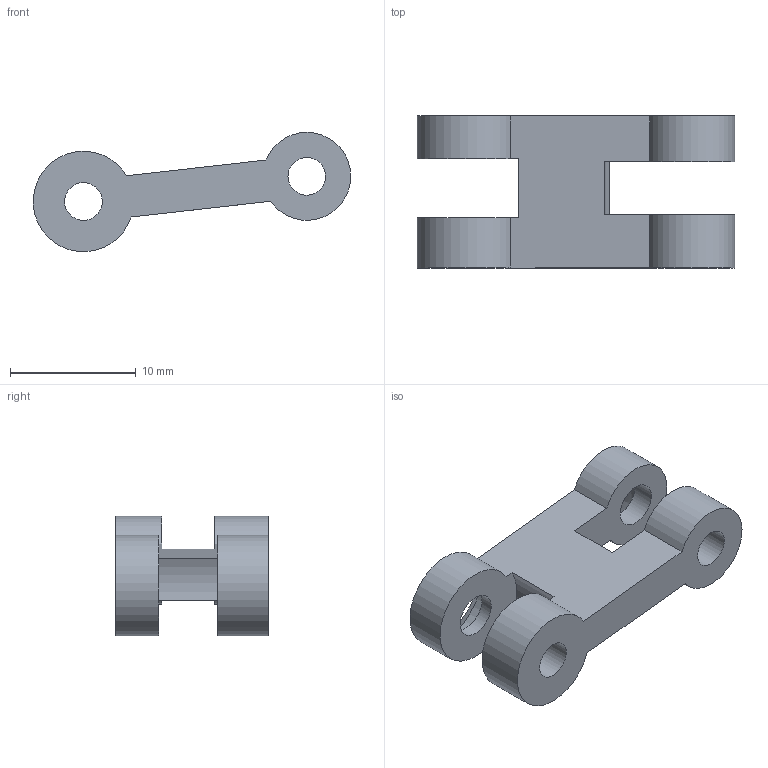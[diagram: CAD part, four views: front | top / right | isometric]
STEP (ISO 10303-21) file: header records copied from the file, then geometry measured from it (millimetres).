
FILE_DESCRIPTION(/* description */ (''),/* implementation_level */ '2;1');
FILE_NAME(/* name */ 'Barra1.step',/* time_stamp */ '2024-08-16T11:36:21-05:00',/* author */ (''),/* organization */ (''),/* preprocessor_version */ 'ST-DEVELOPER v20',/* originating_system */ 'Autodesk Translation Framework v13.14.0.145',/* authorisation */ '');
FILE_SCHEMA (('AUTOMOTIVE_DESIGN { 1 0 10303 214 3 1 1 }'));
Length unit declared in the file: millimetre
Products named in the file (1): Barra1
Bounding box: 25.27 x 12.1 x 9.5 mm (x, y, z)
Volume: 866.5 mm3; surface area: 1098.4 mm2
Topology: 1 solids, 1 shells, 20 faces, 56 edges, 38 vertices
Faces by surface type: cylinder 10, plane 8, cone 2
Full cylindrical faces by diameter (mm): 3 x2, 3.5 x2
Entity records: 770 total; most frequent: CARTESIAN_POINT 185, ORIENTED_EDGE 112, DIRECTION 112, EDGE_CURVE 56, AXIS2_PLACEMENT_3D 41, VERTEX_POINT 38, LINE 30, VECTOR 30
